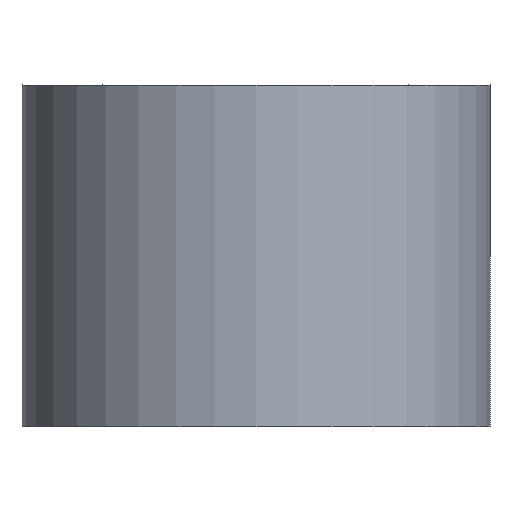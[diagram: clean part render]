
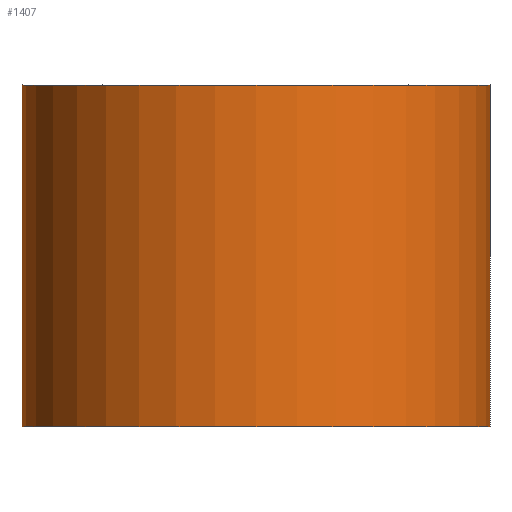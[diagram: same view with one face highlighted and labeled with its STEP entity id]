
A CAD part, front view. The second image highlights one B-rep face of the part: STEP entity #1407.
In plain terms, the highlighted cylindrical face has radius 13 mm (diameter 26 mm), a partial arc.
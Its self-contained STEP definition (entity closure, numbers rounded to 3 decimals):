
#8 = CIRCLE ( 'NONE', #3394, 13. ) ;
#36 = CARTESIAN_POINT ( 'NONE',  ( 13., 0., 19. ) ) ;
#55 = EDGE_CURVE ( 'NONE', #3833, #3644, #2371, .T. ) ;
#72 = DIRECTION ( 'NONE',  ( 0., 0., -1. ) ) ;
#161 = ORIENTED_EDGE ( 'NONE', *, *, #4497, .T. ) ;
#209 = VERTEX_POINT ( 'NONE', #1837 ) ;
#239 = AXIS2_PLACEMENT_3D ( 'NONE', #1063, #2871, #1784 ) ;
#626 = VECTOR ( 'NONE', #4439, 1000. ) ;
#698 = CARTESIAN_POINT ( 'NONE',  ( 0., 0., 19. ) ) ;
#822 = CARTESIAN_POINT ( 'NONE',  ( 13., 0., 0. ) ) ;
#837 = DIRECTION ( 'NONE',  ( -1., 0., 0. ) ) ;
#1063 = CARTESIAN_POINT ( 'NONE',  ( 0., 0., 0. ) ) ;
#1204 = EDGE_CURVE ( 'NONE', #3511, #3644, #2790, .T. ) ;
#1407 = ADVANCED_FACE ( 'NONE', ( #4206 ), #2393, .T. ) ;
#1783 = EDGE_LOOP ( 'NONE', ( #4560, #4124, #161, #1791 ) ) ;
#1784 = DIRECTION ( 'NONE',  ( 1., 0., 0. ) ) ;
#1791 = ORIENTED_EDGE ( 'NONE', *, *, #55, .T. ) ;
#1803 = EDGE_CURVE ( 'NONE', #209, #3511, #8, .T. ) ;
#1837 = CARTESIAN_POINT ( 'NONE',  ( -13., 0., 19. ) ) ;
#1865 = DIRECTION ( 'NONE',  ( 0., 0., 1. ) ) ;
#2371 = CIRCLE ( 'NONE', #239, 13. ) ;
#2393 = CYLINDRICAL_SURFACE ( 'NONE', #4027, 13. ) ;
#2762 = VECTOR ( 'NONE', #3538, 1000. ) ;
#2790 = LINE ( 'NONE', #36, #2762 ) ;
#2871 = DIRECTION ( 'NONE',  ( 0., 0., 1. ) ) ;
#3331 = CARTESIAN_POINT ( 'NONE',  ( -13., 0., 19. ) ) ;
#3394 = AXIS2_PLACEMENT_3D ( 'NONE', #698, #1865, #4067 ) ;
#3511 = VERTEX_POINT ( 'NONE', #4778 ) ;
#3538 = DIRECTION ( 'NONE',  ( 0., 0., -1. ) ) ;
#3644 = VERTEX_POINT ( 'NONE', #822 ) ;
#3833 = VERTEX_POINT ( 'NONE', #4794 ) ;
#3903 = CARTESIAN_POINT ( 'NONE',  ( 0., 0., 19. ) ) ;
#4027 = AXIS2_PLACEMENT_3D ( 'NONE', #3903, #72, #837 ) ;
#4067 = DIRECTION ( 'NONE',  ( 1., 0., 0. ) ) ;
#4124 = ORIENTED_EDGE ( 'NONE', *, *, #1803, .F. ) ;
#4206 = FACE_OUTER_BOUND ( 'NONE', #1783, .T. ) ;
#4439 = DIRECTION ( 'NONE',  ( 0., 0., -1. ) ) ;
#4497 = EDGE_CURVE ( 'NONE', #209, #3833, #4779, .T. ) ;
#4560 = ORIENTED_EDGE ( 'NONE', *, *, #1204, .F. ) ;
#4778 = CARTESIAN_POINT ( 'NONE',  ( 13., 0., 19. ) ) ;
#4779 = LINE ( 'NONE', #3331, #626 ) ;
#4794 = CARTESIAN_POINT ( 'NONE',  ( -13., 0., 0. ) ) ;
